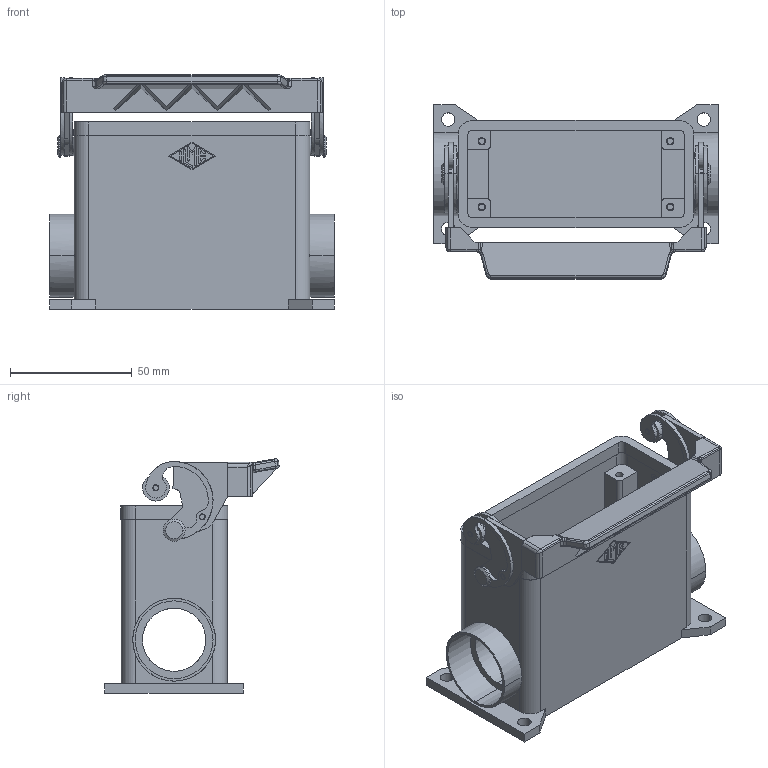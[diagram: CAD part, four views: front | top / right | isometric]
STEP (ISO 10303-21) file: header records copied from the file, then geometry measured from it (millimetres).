
FILE_DESCRIPTION((''),'2;1');
FILE_NAME('MAP 16 L232.stp','2007-01-04T09:55:20',('gembarski'),(''),'Autodesk Inventor 7','Autodesk Inventor 7','');
FILE_SCHEMA(('AUTOMOTIVE_DESIGN { 1 0 10303 214 1 1 1 1 }'));
Length unit declared in the file: millimetre
Products named in the file (1): MAP 16 L232
Bounding box: 117 x 71.7 x 96.42 mm (x, y, z)
Volume: 121877.7 mm3; surface area: 66956.8 mm2
Topology: 4 solids, 4 shells, 451 faces, 1197 edges, 780 vertices
Faces by surface type: plane 176, bspline 129, cylinder 126, torus 10, cone 6, sphere 4
Entity records: 16895 total; most frequent: CARTESIAN_POINT 5672, ORIENTED_EDGE 2382, DIRECTION 2315, EDGE_CURVE 1191, AXIS2_PLACEMENT_3D 831, VERTEX_POINT 780, VECTOR 653, LINE 653
